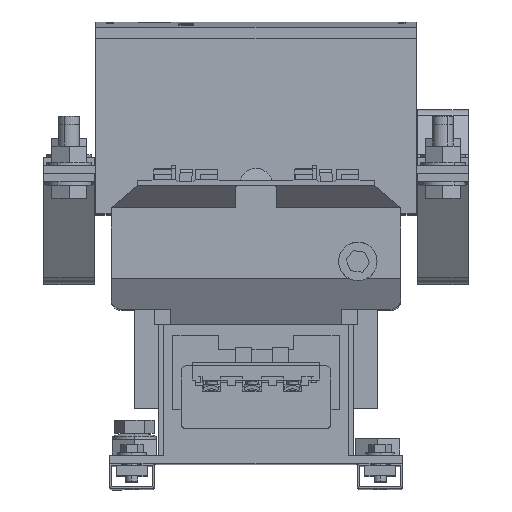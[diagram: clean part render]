
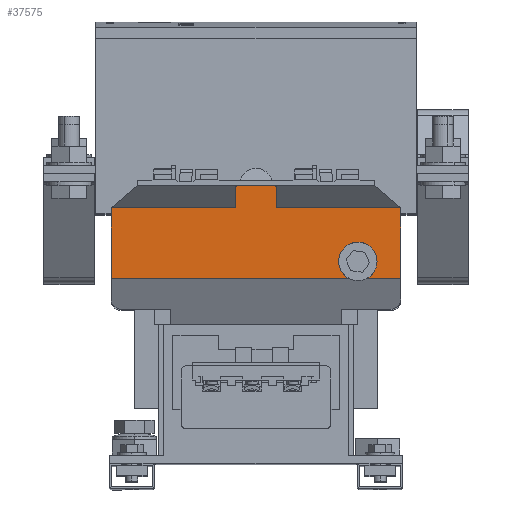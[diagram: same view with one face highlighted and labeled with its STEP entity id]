
A CAD part, top view. The second image highlights one B-rep face of the part: STEP entity #37575.
In plain terms, the highlighted planar face has unit normal (0, 0, 1).
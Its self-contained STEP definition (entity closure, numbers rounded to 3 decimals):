
#1335 = ORIENTED_EDGE ( 'NONE', *, *, #43685, .T. ) ;
#2302 = FACE_OUTER_BOUND ( 'NONE', #79867, .T. ) ;
#2419 = DIRECTION ( 'NONE',  ( -1., 0., 0. ) ) ;
#2526 = CARTESIAN_POINT ( 'NONE',  ( 40.723, 99.536, 311.5 ) ) ;
#2919 = VERTEX_POINT ( 'NONE', #52895 ) ;
#3216 = VECTOR ( 'NONE', #2419, 1000. ) ;
#4458 = DIRECTION ( 'NONE',  ( 0., 0., -1. ) ) ;
#5594 = EDGE_CURVE ( 'NONE', #52553, #87048, #55697, .T. ) ;
#6090 = LINE ( 'NONE', #9250, #3216 ) ;
#9250 = CARTESIAN_POINT ( 'NONE',  ( -10., 137., 311.5 ) ) ;
#10376 = LINE ( 'NONE', #89962, #102010 ) ;
#11882 = CARTESIAN_POINT ( 'NONE',  ( 50.223, 99.536, 311.5 ) ) ;
#15680 = VERTEX_POINT ( 'NONE', #20050 ) ;
#15684 = CARTESIAN_POINT ( 'NONE',  ( 71.5, 91., 311.5 ) ) ;
#16769 = CARTESIAN_POINT ( 'NONE',  ( 71.5, 126., 311.5 ) ) ;
#18104 = DIRECTION ( 'NONE',  ( 0., 0., -1. ) ) ;
#18175 = EDGE_CURVE ( 'NONE', #18742, #78715, #105956, .T. ) ;
#18267 = ORIENTED_EDGE ( 'NONE', *, *, #36366, .T. ) ;
#18742 = VERTEX_POINT ( 'NONE', #2526 ) ;
#20050 = CARTESIAN_POINT ( 'NONE',  ( -71.5, 91., 311.5 ) ) ;
#21088 = DIRECTION ( 'NONE',  ( 0., -1., 0. ) ) ;
#22565 = ORIENTED_EDGE ( 'NONE', *, *, #42826, .T. ) ;
#23297 = LINE ( 'NONE', #105456, #93530 ) ;
#24706 = VERTEX_POINT ( 'NONE', #67934 ) ;
#26200 = DIRECTION ( 'NONE',  ( 0., 0., 1. ) ) ;
#27192 = CARTESIAN_POINT ( 'NONE',  ( -9., 136., 311.5 ) ) ;
#28592 = VECTOR ( 'NONE', #58359, 1000. ) ;
#29163 = ORIENTED_EDGE ( 'NONE', *, *, #32450, .T. ) ;
#29988 = EDGE_CURVE ( 'NONE', #41100, #18742, #107174, .T. ) ;
#31315 = ORIENTED_EDGE ( 'NONE', *, *, #74978, .T. ) ;
#32070 = CARTESIAN_POINT ( 'NONE',  ( 46.054, 91., 311.5 ) ) ;
#32450 = EDGE_CURVE ( 'NONE', #2919, #58822, #23297, .T. ) ;
#32925 = VERTEX_POINT ( 'NONE', #77351 ) ;
#33810 = VERTEX_POINT ( 'NONE', #35925 ) ;
#35925 = CARTESIAN_POINT ( 'NONE',  ( 9., 137., 311.5 ) ) ;
#36363 = DIRECTION ( 'NONE',  ( 0., -1., 0. ) ) ;
#36366 = EDGE_CURVE ( 'NONE', #32925, #54029, #118374, .T. ) ;
#37575 = ADVANCED_FACE ( 'NONE', ( #2302 ), #113990, .F. ) ;
#39429 = CARTESIAN_POINT ( 'NONE',  ( 50.223, 99.536, 311.5 ) ) ;
#41100 = VERTEX_POINT ( 'NONE', #32070 ) ;
#41122 = AXIS2_PLACEMENT_3D ( 'NONE', #59211, #4458, #68467 ) ;
#41384 = DIRECTION ( 'NONE',  ( 1., 0., 0. ) ) ;
#42357 = CARTESIAN_POINT ( 'NONE',  ( 10., 137., 311.5 ) ) ;
#42826 = EDGE_CURVE ( 'NONE', #54029, #24706, #50554, .T. ) ;
#43685 = EDGE_CURVE ( 'NONE', #33810, #32925, #6090, .T. ) ;
#44217 = DIRECTION ( 'NONE',  ( 0., 1., 0. ) ) ;
#45145 = AXIS2_PLACEMENT_3D ( 'NONE', #27192, #91277, #36363 ) ;
#45573 = EDGE_CURVE ( 'NONE', #52553, #51551, #48591, .T. ) ;
#45801 = ORIENTED_EDGE ( 'NONE', *, *, #45573, .T. ) ;
#46813 = ORIENTED_EDGE ( 'NONE', *, *, #99873, .T. ) ;
#48539 = DIRECTION ( 'NONE',  ( 0., -1., 0. ) ) ;
#48582 = ORIENTED_EDGE ( 'NONE', *, *, #99325, .F. ) ;
#48591 = LINE ( 'NONE', #42357, #70172 ) ;
#49058 = CARTESIAN_POINT ( 'NONE',  ( -71.5, 126., 311.5 ) ) ;
#49775 = AXIS2_PLACEMENT_3D ( 'NONE', #81085, #26200, #90299 ) ;
#49886 = CARTESIAN_POINT ( 'NONE',  ( 59.723, 99.536, 311.5 ) ) ;
#50554 = LINE ( 'NONE', #78716, #117791 ) ;
#51551 = VERTEX_POINT ( 'NONE', #55400 ) ;
#52553 = VERTEX_POINT ( 'NONE', #89942 ) ;
#52895 = CARTESIAN_POINT ( 'NONE',  ( 54.392, 91., 311.5 ) ) ;
#53429 = LINE ( 'NONE', #16769, #75017 ) ;
#54029 = VERTEX_POINT ( 'NONE', #111433 ) ;
#54848 = ORIENTED_EDGE ( 'NONE', *, *, #18175, .T. ) ;
#55400 = CARTESIAN_POINT ( 'NONE',  ( 10., 136., 311.5 ) ) ;
#55697 = LINE ( 'NONE', #104022, #28592 ) ;
#57413 = CARTESIAN_POINT ( 'NONE',  ( 71.5, 126., 311.5 ) ) ;
#58359 = DIRECTION ( 'NONE',  ( 1., 0., 0. ) ) ;
#58822 = VERTEX_POINT ( 'NONE', #15684 ) ;
#59211 = CARTESIAN_POINT ( 'NONE',  ( -71.5, 126., 311.5 ) ) ;
#59413 = CARTESIAN_POINT ( 'NONE',  ( -71.5, 126., 311.5 ) ) ;
#59800 = DIRECTION ( 'NONE',  ( 1., 0., 0. ) ) ;
#60769 = DIRECTION ( 'NONE',  ( 0., 1., 0. ) ) ;
#65010 = CARTESIAN_POINT ( 'NONE',  ( -71.5, 91., 311.5 ) ) ;
#66945 = AXIS2_PLACEMENT_3D ( 'NONE', #11882, #75925, #21088 ) ;
#67934 = CARTESIAN_POINT ( 'NONE',  ( -10., 126., 311.5 ) ) ;
#68467 = DIRECTION ( 'NONE',  ( 0., -1., 0. ) ) ;
#69599 = VECTOR ( 'NONE', #41384, 1000. ) ;
#69886 = DIRECTION ( 'NONE',  ( 0., -1., 0. ) ) ;
#70172 = VECTOR ( 'NONE', #60769, 1000. ) ;
#70250 = EDGE_CURVE ( 'NONE', #51551, #33810, #115857, .T. ) ;
#72442 = LINE ( 'NONE', #59413, #69599 ) ;
#72905 = ORIENTED_EDGE ( 'NONE', *, *, #5594, .F. ) ;
#72929 = CARTESIAN_POINT ( 'NONE',  ( 50.223, 99.536, 311.5 ) ) ;
#74265 = DIRECTION ( 'NONE',  ( 1., 0., 0. ) ) ;
#74978 = EDGE_CURVE ( 'NONE', #58822, #87048, #53429, .T. ) ;
#75017 = VECTOR ( 'NONE', #80839, 1000. ) ;
#75784 = AXIS2_PLACEMENT_3D ( 'NONE', #72929, #18104, #82178 ) ;
#75925 = DIRECTION ( 'NONE',  ( 0., 0., -1. ) ) ;
#77351 = CARTESIAN_POINT ( 'NONE',  ( -9., 137., 311.5 ) ) ;
#78715 = VERTEX_POINT ( 'NONE', #49886 ) ;
#78716 = CARTESIAN_POINT ( 'NONE',  ( -10., 137., 311.5 ) ) ;
#79867 = EDGE_LOOP ( 'NONE', ( #1335, #18267, #22565, #93695, #48582, #80391, #84890, #54848, #46813, #29163, #31315, #72905, #45801, #110011 ) ) ;
#80391 = ORIENTED_EDGE ( 'NONE', *, *, #93968, .T. ) ;
#80839 = DIRECTION ( 'NONE',  ( 0., 1., 0. ) ) ;
#81085 = CARTESIAN_POINT ( 'NONE',  ( 9., 136., 311.5 ) ) ;
#82178 = DIRECTION ( 'NONE',  ( 0., -1., 0. ) ) ;
#83449 = VERTEX_POINT ( 'NONE', #49058 ) ;
#84890 = ORIENTED_EDGE ( 'NONE', *, *, #29988, .T. ) ;
#86234 = CIRCLE ( 'NONE', #75784, 9.5 ) ;
#87048 = VERTEX_POINT ( 'NONE', #57413 ) ;
#87160 = EDGE_CURVE ( 'NONE', #83449, #24706, #72442, .T. ) ;
#89942 = CARTESIAN_POINT ( 'NONE',  ( 10., 126., 311.5 ) ) ;
#89962 = CARTESIAN_POINT ( 'NONE',  ( -71.5, 126., 311.5 ) ) ;
#90299 = DIRECTION ( 'NONE',  ( 0., -1., 0. ) ) ;
#91277 = DIRECTION ( 'NONE',  ( 0., 0., 1. ) ) ;
#93530 = VECTOR ( 'NONE', #59800, 1000. ) ;
#93695 = ORIENTED_EDGE ( 'NONE', *, *, #87160, .F. ) ;
#93968 = EDGE_CURVE ( 'NONE', #15680, #41100, #110734, .T. ) ;
#99325 = EDGE_CURVE ( 'NONE', #15680, #83449, #10376, .T. ) ;
#99873 = EDGE_CURVE ( 'NONE', #78715, #2919, #86234, .T. ) ;
#102010 = VECTOR ( 'NONE', #44217, 1000. ) ;
#103467 = DIRECTION ( 'NONE',  ( 0., 0., -1. ) ) ;
#104022 = CARTESIAN_POINT ( 'NONE',  ( -71.5, 126., 311.5 ) ) ;
#105456 = CARTESIAN_POINT ( 'NONE',  ( -71.5, 91., 311.5 ) ) ;
#105531 = AXIS2_PLACEMENT_3D ( 'NONE', #39429, #103467, #48539 ) ;
#105956 = CIRCLE ( 'NONE', #105531, 9.5 ) ;
#107174 = CIRCLE ( 'NONE', #66945, 9.5 ) ;
#107843 = VECTOR ( 'NONE', #74265, 1000. ) ;
#110011 = ORIENTED_EDGE ( 'NONE', *, *, #70250, .T. ) ;
#110734 = LINE ( 'NONE', #65010, #107843 ) ;
#111433 = CARTESIAN_POINT ( 'NONE',  ( -10., 136., 311.5 ) ) ;
#113990 = PLANE ( 'NONE',  #41122 ) ;
#115857 = CIRCLE ( 'NONE', #49775, 1. ) ;
#117791 = VECTOR ( 'NONE', #69886, 1000. ) ;
#118374 = CIRCLE ( 'NONE', #45145, 1. ) ;
